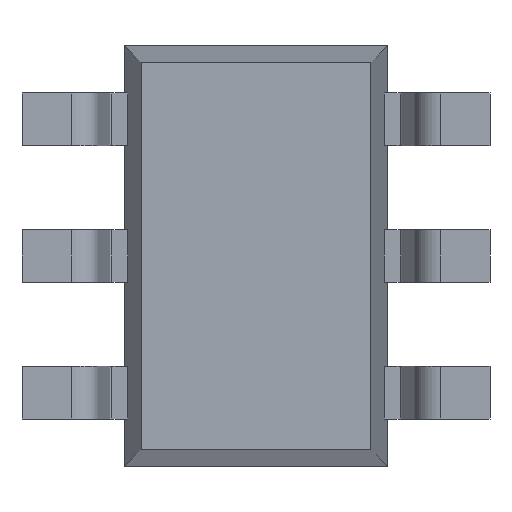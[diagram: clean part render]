
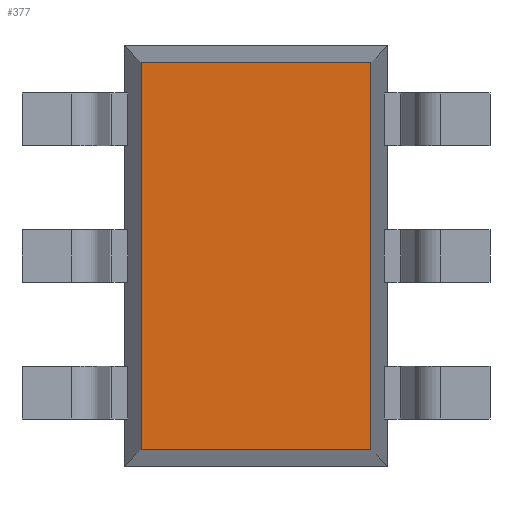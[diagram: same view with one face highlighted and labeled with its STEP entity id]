
A CAD part, front view. The second image highlights one B-rep face of the part: STEP entity #377.
In plain terms, the highlighted planar face has unit normal (0, -1, 0).
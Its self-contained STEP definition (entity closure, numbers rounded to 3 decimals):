
#186 = CARTESIAN_POINT ( 'NONE',  ( 0.546, 0.1, -0.921 ) ) ;
#377 = ADVANCED_FACE ( 'NONE', ( #1948 ), #938, .F. ) ;
#394 = VERTEX_POINT ( 'NONE', #2670 ) ;
#462 = DIRECTION ( 'NONE',  ( 0., 0., 1. ) ) ;
#553 = CARTESIAN_POINT ( 'NONE',  ( -0.546, 0.1, 0.921 ) ) ;
#803 = VECTOR ( 'NONE', #2497, 1000. ) ;
#815 = CARTESIAN_POINT ( 'NONE',  ( 0.546, 0.1, 0. ) ) ;
#823 = EDGE_LOOP ( 'NONE', ( #1449, #1580, #2161, #2220 ) ) ;
#938 = PLANE ( 'NONE',  #1603 ) ;
#1051 = DIRECTION ( 'NONE',  ( 0., 0., 1. ) ) ;
#1100 = VERTEX_POINT ( 'NONE', #553 ) ;
#1121 = VECTOR ( 'NONE', #2515, 1000. ) ;
#1211 = VECTOR ( 'NONE', #1051, 1000. ) ;
#1284 = VERTEX_POINT ( 'NONE', #186 ) ;
#1288 = CARTESIAN_POINT ( 'NONE',  ( -0.546, 0.1, 0. ) ) ;
#1408 = LINE ( 'NONE', #2974, #1121 ) ;
#1415 = DIRECTION ( 'NONE',  ( 0., 1., 0. ) ) ;
#1449 = ORIENTED_EDGE ( 'NONE', *, *, #2675, .F. ) ;
#1580 = ORIENTED_EDGE ( 'NONE', *, *, #2078, .F. ) ;
#1603 = AXIS2_PLACEMENT_3D ( 'NONE', #1868, #1415, #462 ) ;
#1868 = CARTESIAN_POINT ( 'NONE',  ( 0., 0.1, 0. ) ) ;
#1948 = FACE_OUTER_BOUND ( 'NONE', #823, .T. ) ;
#1987 = EDGE_CURVE ( 'NONE', #1100, #2119, #1408, .T. ) ;
#2006 = LINE ( 'NONE', #2732, #2881 ) ;
#2078 = EDGE_CURVE ( 'NONE', #1284, #394, #2006, .T. ) ;
#2104 = EDGE_CURVE ( 'NONE', #2119, #1284, #2504, .T. ) ;
#2118 = LINE ( 'NONE', #1288, #1211 ) ;
#2119 = VERTEX_POINT ( 'NONE', #2337 ) ;
#2161 = ORIENTED_EDGE ( 'NONE', *, *, #2104, .F. ) ;
#2220 = ORIENTED_EDGE ( 'NONE', *, *, #1987, .F. ) ;
#2254 = DIRECTION ( 'NONE',  ( -1., 0., 0. ) ) ;
#2337 = CARTESIAN_POINT ( 'NONE',  ( 0.546, 0.1, 0.921 ) ) ;
#2497 = DIRECTION ( 'NONE',  ( 0., 0., -1. ) ) ;
#2504 = LINE ( 'NONE', #815, #803 ) ;
#2515 = DIRECTION ( 'NONE',  ( 1., 0., 0. ) ) ;
#2670 = CARTESIAN_POINT ( 'NONE',  ( -0.546, 0.1, -0.921 ) ) ;
#2675 = EDGE_CURVE ( 'NONE', #394, #1100, #2118, .T. ) ;
#2732 = CARTESIAN_POINT ( 'NONE',  ( 0., 0.1, -0.921 ) ) ;
#2881 = VECTOR ( 'NONE', #2254, 1000. ) ;
#2974 = CARTESIAN_POINT ( 'NONE',  ( 0., 0.1, 0.921 ) ) ;
